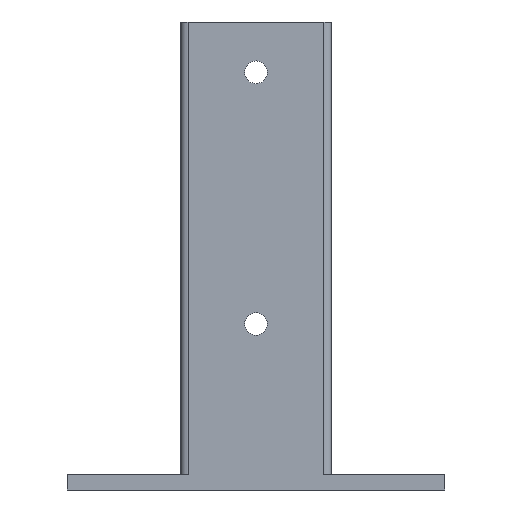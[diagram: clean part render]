
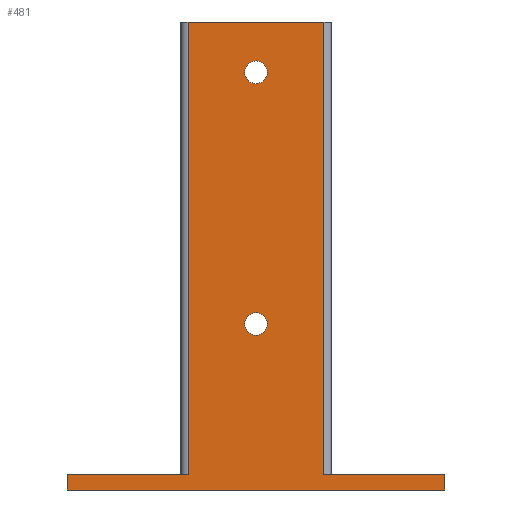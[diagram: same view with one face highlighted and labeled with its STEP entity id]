
A CAD part, left-side view. The second image highlights one B-rep face of the part: STEP entity #481.
In plain terms, the highlighted planar face has unit normal (-1, 0, 0).
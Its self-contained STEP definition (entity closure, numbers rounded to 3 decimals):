
#12 = AXIS2_PLACEMENT_3D ( 'NONE', #425, #426, #427 ) ;
#16 = AXIS2_PLACEMENT_3D ( 'NONE', #437, #293, #294 ) ;
#17 = AXIS2_PLACEMENT_3D ( 'NONE', #295, #296, #297 ) ;
#101 = VERTEX_POINT ( 'NONE', #617 ) ;
#102 = VERTEX_POINT ( 'NONE', #618 ) ;
#103 = VERTEX_POINT ( 'NONE', #619 ) ;
#106 = VERTEX_POINT ( 'NONE', #622 ) ;
#107 = VERTEX_POINT ( 'NONE', #623 ) ;
#111 = VERTEX_POINT ( 'NONE', #627 ) ;
#112 = VERTEX_POINT ( 'NONE', #628 ) ;
#128 = CARTESIAN_POINT ( 'NONE',  ( -22.5, 0., -6. ) ) ;
#129 = DIRECTION ( 'NONE',  ( 0., -1., 0. ) ) ;
#146 = PLANE ( 'NONE',  #532 ) ;
#147 = CARTESIAN_POINT ( 'NONE',  ( -22.5, -75., -6. ) ) ;
#148 = DIRECTION ( 'NONE',  ( -1., 0., 0. ) ) ;
#149 = DIRECTION ( 'NONE',  ( 0., 0., 1. ) ) ;
#198 = EDGE_CURVE ( 'NONE', #112, #1360, #987, .T. ) ;
#199 = EDGE_CURVE ( 'NONE', #1373, #1368, #989, .T. ) ;
#200 = EDGE_CURVE ( 'NONE', #1366, #1368, #991, .T. ) ;
#201 = EDGE_CURVE ( 'NONE', #1366, #111, #993, .T. ) ;
#203 = EDGE_CURVE ( 'NONE', #1373, #1360, #996, .T. ) ;
#271 = CARTESIAN_POINT ( 'NONE',  ( -22.5, -75., 87. ) ) ;
#272 = DIRECTION ( 'NONE',  ( 0., 0., 1. ) ) ;
#293 = DIRECTION ( 'NONE',  ( 1., 0., 0. ) ) ;
#294 = DIRECTION ( 'NONE',  ( 0., 0., -1. ) ) ;
#295 = CARTESIAN_POINT ( 'NONE',  ( -22.5, 0., 60. ) ) ;
#296 = DIRECTION ( 'NONE',  ( 1., 0., 0. ) ) ;
#297 = DIRECTION ( 'NONE',  ( 0., 0., -1. ) ) ;
#358 = EDGE_CURVE ( 'NONE', #103, #111, #1064, .T. ) ;
#380 = EDGE_CURVE ( 'NONE', #106, #107, #1101, .T. ) ;
#388 = EDGE_CURVE ( 'NONE', #112, #610, #1112, .T. ) ;
#396 = EDGE_CURVE ( 'NONE', #610, #103, #1132, .T. ) ;
#425 = CARTESIAN_POINT ( 'NONE',  ( -22.5, 0., 160. ) ) ;
#426 = DIRECTION ( 'NONE',  ( 1., 0., 0. ) ) ;
#427 = DIRECTION ( 'NONE',  ( 0., 0., -1. ) ) ;
#437 = CARTESIAN_POINT ( 'NONE',  ( -22.5, 0., 60. ) ) ;
#438 = CARTESIAN_POINT ( 'NONE',  ( -22.5, -27., 0. ) ) ;
#440 = CARTESIAN_POINT ( 'NONE',  ( -22.5, -27., 180. ) ) ;
#445 = CARTESIAN_POINT ( 'NONE',  ( -22.5, 27., 180. ) ) ;
#481 = ADVANCED_FACE ( 'NONE', ( #1148, #1149, #1150 ), #146, .T. ) ;
#532 = AXIS2_PLACEMENT_3D ( 'NONE', #147, #148, #149 ) ;
#540 = AXIS2_PLACEMENT_3D ( 'NONE', #759, #760, #761 ) ;
#610 = VERTEX_POINT ( 'NONE', #1338 ) ;
#617 = CARTESIAN_POINT ( 'NONE',  ( -22.5, 0., 55.5 ) ) ;
#618 = CARTESIAN_POINT ( 'NONE',  ( -22.5, 0., 64.5 ) ) ;
#619 = CARTESIAN_POINT ( 'NONE',  ( -22.5, -75., -6. ) ) ;
#622 = CARTESIAN_POINT ( 'NONE',  ( -22.5, 0., 164.5 ) ) ;
#623 = CARTESIAN_POINT ( 'NONE',  ( -22.5, 0., 155.5 ) ) ;
#627 = CARTESIAN_POINT ( 'NONE',  ( -22.5, -75., 0. ) ) ;
#628 = CARTESIAN_POINT ( 'NONE',  ( -22.5, 75., 0. ) ) ;
#646 = CARTESIAN_POINT ( 'NONE',  ( -22.5, 0., 0. ) ) ;
#647 = DIRECTION ( 'NONE',  ( 0., -1., 0. ) ) ;
#648 = CARTESIAN_POINT ( 'NONE',  ( -22.5, 0., 180. ) ) ;
#649 = DIRECTION ( 'NONE',  ( 0., -1., 0. ) ) ;
#650 = CARTESIAN_POINT ( 'NONE',  ( -22.5, -27., 90. ) ) ;
#651 = DIRECTION ( 'NONE',  ( 0., 0., 1. ) ) ;
#652 = CARTESIAN_POINT ( 'NONE',  ( -22.5, 0., 0. ) ) ;
#653 = DIRECTION ( 'NONE',  ( 0., -1., 0. ) ) ;
#657 = CARTESIAN_POINT ( 'NONE',  ( -22.5, 27., 87. ) ) ;
#658 = DIRECTION ( 'NONE',  ( 0., 0., -1. ) ) ;
#759 = CARTESIAN_POINT ( 'NONE',  ( -22.5, 0., 160. ) ) ;
#760 = DIRECTION ( 'NONE',  ( 1., 0., 0. ) ) ;
#761 = DIRECTION ( 'NONE',  ( 0., 0., -1. ) ) ;
#778 = CARTESIAN_POINT ( 'NONE',  ( -22.5, 75., 87. ) ) ;
#779 = DIRECTION ( 'NONE',  ( 0., 0., -1. ) ) ;
#832 = EDGE_LOOP ( 'NONE', ( #1466, #1464, #1462, #1460, #1458, #1456, #1454, #1451 ) ) ;
#834 = EDGE_LOOP ( 'NONE', ( #1473, #1472 ) ) ;
#953 = CIRCLE ( 'NONE', #16, 4.5 ) ;
#970 = CIRCLE ( 'NONE', #17, 4.5 ) ;
#987 = LINE ( 'NONE', #646, #988 ) ;
#988 = VECTOR ( 'NONE', #647, 1000. ) ;
#989 = LINE ( 'NONE', #648, #990 ) ;
#990 = VECTOR ( 'NONE', #649, 1000. ) ;
#991 = LINE ( 'NONE', #650, #992 ) ;
#992 = VECTOR ( 'NONE', #651, 1000. ) ;
#993 = LINE ( 'NONE', #652, #994 ) ;
#994 = VECTOR ( 'NONE', #653, 1000. ) ;
#996 = LINE ( 'NONE', #657, #998 ) ;
#998 = VECTOR ( 'NONE', #658, 1000. ) ;
#1064 = LINE ( 'NONE', #271, #1066 ) ;
#1066 = VECTOR ( 'NONE', #272, 1000. ) ;
#1101 = CIRCLE ( 'NONE', #540, 4.5 ) ;
#1112 = LINE ( 'NONE', #778, #1115 ) ;
#1115 = VECTOR ( 'NONE', #779, 1000. ) ;
#1132 = LINE ( 'NONE', #128, #1133 ) ;
#1133 = VECTOR ( 'NONE', #129, 1000. ) ;
#1148 = FACE_BOUND ( 'NONE', #834, .T. ) ;
#1149 = FACE_BOUND ( 'NONE', #1435, .T. ) ;
#1150 = FACE_OUTER_BOUND ( 'NONE', #832, .T. ) ;
#1305 = CIRCLE ( 'NONE', #12, 4.5 ) ;
#1338 = CARTESIAN_POINT ( 'NONE',  ( -22.5, 75., -6. ) ) ;
#1350 = CARTESIAN_POINT ( 'NONE',  ( -22.5, 27., 0. ) ) ;
#1360 = VERTEX_POINT ( 'NONE', #1350 ) ;
#1366 = VERTEX_POINT ( 'NONE', #438 ) ;
#1368 = VERTEX_POINT ( 'NONE', #440 ) ;
#1373 = VERTEX_POINT ( 'NONE', #445 ) ;
#1427 = EDGE_CURVE ( 'NONE', #107, #106, #1305, .T. ) ;
#1431 = EDGE_CURVE ( 'NONE', #102, #101, #953, .T. ) ;
#1432 = EDGE_CURVE ( 'NONE', #101, #102, #970, .T. ) ;
#1435 = EDGE_LOOP ( 'NONE', ( #1470, #1469 ) ) ;
#1451 = ORIENTED_EDGE ( 'NONE', *, *, #388, .T. ) ;
#1454 = ORIENTED_EDGE ( 'NONE', *, *, #198, .F. ) ;
#1456 = ORIENTED_EDGE ( 'NONE', *, *, #203, .T. ) ;
#1458 = ORIENTED_EDGE ( 'NONE', *, *, #199, .F. ) ;
#1460 = ORIENTED_EDGE ( 'NONE', *, *, #200, .T. ) ;
#1462 = ORIENTED_EDGE ( 'NONE', *, *, #201, .F. ) ;
#1464 = ORIENTED_EDGE ( 'NONE', *, *, #358, .T. ) ;
#1466 = ORIENTED_EDGE ( 'NONE', *, *, #396, .T. ) ;
#1469 = ORIENTED_EDGE ( 'NONE', *, *, #380, .T. ) ;
#1470 = ORIENTED_EDGE ( 'NONE', *, *, #1427, .T. ) ;
#1472 = ORIENTED_EDGE ( 'NONE', *, *, #1431, .T. ) ;
#1473 = ORIENTED_EDGE ( 'NONE', *, *, #1432, .T. ) ;
